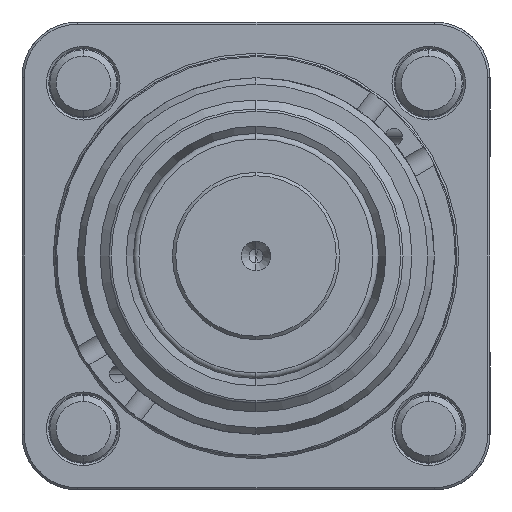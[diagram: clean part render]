
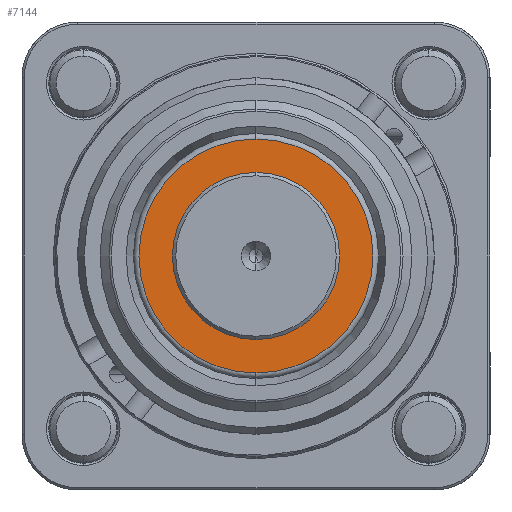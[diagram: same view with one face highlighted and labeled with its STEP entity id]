
A CAD part, front view. The second image highlights one B-rep face of the part: STEP entity #7144.
In plain terms, the highlighted planar face has unit normal (0, -1, 0).
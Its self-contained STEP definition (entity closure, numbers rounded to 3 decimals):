
#406 = AXIS2_PLACEMENT_3D ( 'NONE', #25185, #25308, #8662 ) ;
#1870 = CARTESIAN_POINT ( 'NONE',  ( 0., -33.7, 7.5 ) ) ;
#2685 = EDGE_CURVE ( 'NONE', #18730, #19353, #7545, .T. ) ;
#2793 = ORIENTED_EDGE ( 'NONE', *, *, #2685, .F. ) ;
#3543 = DIRECTION ( 'NONE',  ( 0., -1., 0. ) ) ;
#5128 = FACE_OUTER_BOUND ( 'NONE', #17515, .T. ) ;
#5182 = CIRCLE ( 'NONE', #8585, 10.5 ) ;
#5929 = DIRECTION ( 'NONE',  ( 0., 0., 1. ) ) ;
#6027 = ORIENTED_EDGE ( 'NONE', *, *, #6332, .F. ) ;
#6332 = EDGE_CURVE ( 'NONE', #19353, #18730, #8427, .T. ) ;
#7144 = ADVANCED_FACE ( 'NONE', ( #25376, #5128 ), #13898, .F. ) ;
#7545 = CIRCLE ( 'NONE', #9253, 7.5 ) ;
#7862 = CARTESIAN_POINT ( 'NONE',  ( 0., -33.7, -10.5 ) ) ;
#8427 = CIRCLE ( 'NONE', #24189, 7.5 ) ;
#8585 = AXIS2_PLACEMENT_3D ( 'NONE', #14949, #8797, #12545 ) ;
#8662 = DIRECTION ( 'NONE',  ( 0., 0., 1. ) ) ;
#8797 = DIRECTION ( 'NONE',  ( 0., -1., 0. ) ) ;
#9253 = AXIS2_PLACEMENT_3D ( 'NONE', #16072, #3543, #5929 ) ;
#9294 = ORIENTED_EDGE ( 'NONE', *, *, #12893, .T. ) ;
#10036 = DIRECTION ( 'NONE',  ( 0., 1., 0. ) ) ;
#10084 = EDGE_CURVE ( 'NONE', #24242, #10295, #5182, .T. ) ;
#10295 = VERTEX_POINT ( 'NONE', #11601 ) ;
#11601 = CARTESIAN_POINT ( 'NONE',  ( 0., -33.7, 10.5 ) ) ;
#12545 = DIRECTION ( 'NONE',  ( 0., 0., 1. ) ) ;
#12893 = EDGE_CURVE ( 'NONE', #10295, #24242, #20369, .T. ) ;
#13898 = PLANE ( 'NONE',  #25594 ) ;
#14289 = CARTESIAN_POINT ( 'NONE',  ( -10.5, -33.7, 0. ) ) ;
#14949 = CARTESIAN_POINT ( 'NONE',  ( 0., -33.7, 0. ) ) ;
#16072 = CARTESIAN_POINT ( 'NONE',  ( 0., -33.7, 0. ) ) ;
#16358 = CARTESIAN_POINT ( 'NONE',  ( 0., -33.7, 0. ) ) ;
#16626 = DIRECTION ( 'NONE',  ( 0., 0., 1. ) ) ;
#16752 = DIRECTION ( 'NONE',  ( 0., -1., 0. ) ) ;
#17515 = EDGE_LOOP ( 'NONE', ( #9294, #17936 ) ) ;
#17936 = ORIENTED_EDGE ( 'NONE', *, *, #10084, .T. ) ;
#18235 = CARTESIAN_POINT ( 'NONE',  ( 0., -33.7, -7.5 ) ) ;
#18730 = VERTEX_POINT ( 'NONE', #18235 ) ;
#19353 = VERTEX_POINT ( 'NONE', #1870 ) ;
#20369 = CIRCLE ( 'NONE', #406, 10.5 ) ;
#22030 = DIRECTION ( 'NONE',  ( 0., 0., -1. ) ) ;
#22483 = EDGE_LOOP ( 'NONE', ( #2793, #6027 ) ) ;
#24189 = AXIS2_PLACEMENT_3D ( 'NONE', #16358, #16752, #16626 ) ;
#24242 = VERTEX_POINT ( 'NONE', #7862 ) ;
#25185 = CARTESIAN_POINT ( 'NONE',  ( 0., -33.7, 0. ) ) ;
#25308 = DIRECTION ( 'NONE',  ( 0., -1., 0. ) ) ;
#25376 = FACE_BOUND ( 'NONE', #22483, .T. ) ;
#25594 = AXIS2_PLACEMENT_3D ( 'NONE', #14289, #10036, #22030 ) ;
